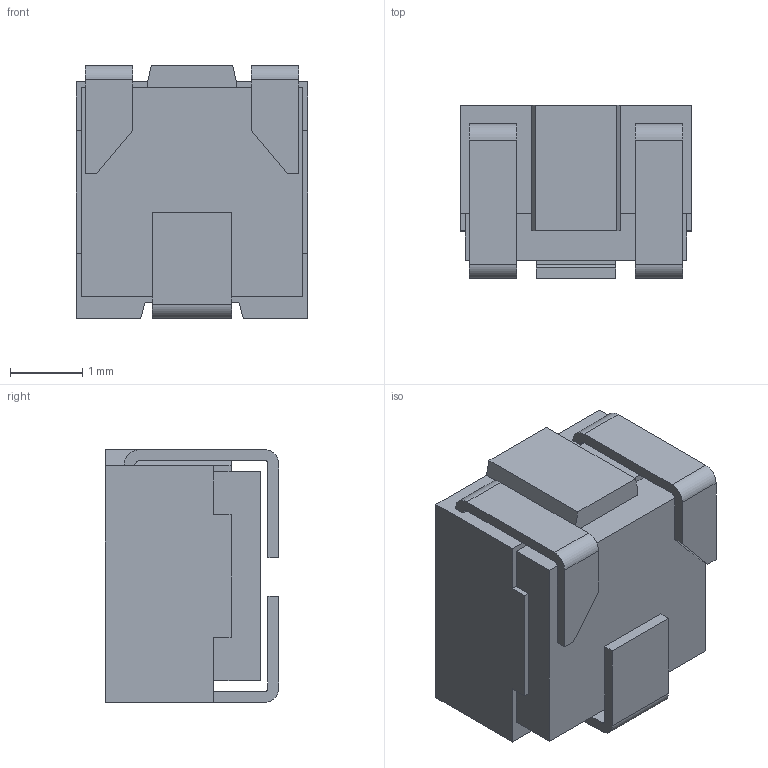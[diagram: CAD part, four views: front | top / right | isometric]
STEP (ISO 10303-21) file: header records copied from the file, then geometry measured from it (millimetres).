
FILE_DESCRIPTION (( 'STEP AP214' ), '1' );
FILE_NAME ('3313J-1-103E.STEP', '2024-07-04T09:40:18', ( '' ), ( '' ), 'SwSTEP 2.0', 'SolidWorks 2016', '' );
FILE_SCHEMA (( 'AUTOMOTIVE_DESIGN' ));
Length unit declared in the file: millimetre
Products named in the file (1): 3313J-1-103E
Bounding box: 3.2 x 2.4 x 3.5 mm (x, y, z)
Volume: 22.2 mm3; surface area: 105.3 mm2
Topology: 6 solids, 6 shells, 105 faces, 262 edges, 168 vertices
Faces by surface type: plane 71, cylinder 28, bspline 6
Entity records: 3359 total; most frequent: CARTESIAN_POINT 628, DIRECTION 522, ORIENTED_EDGE 516, EDGE_CURVE 258, VECTOR 190, LINE 190, VERTEX_POINT 168, AXIS2_PLACEMENT_3D 166
